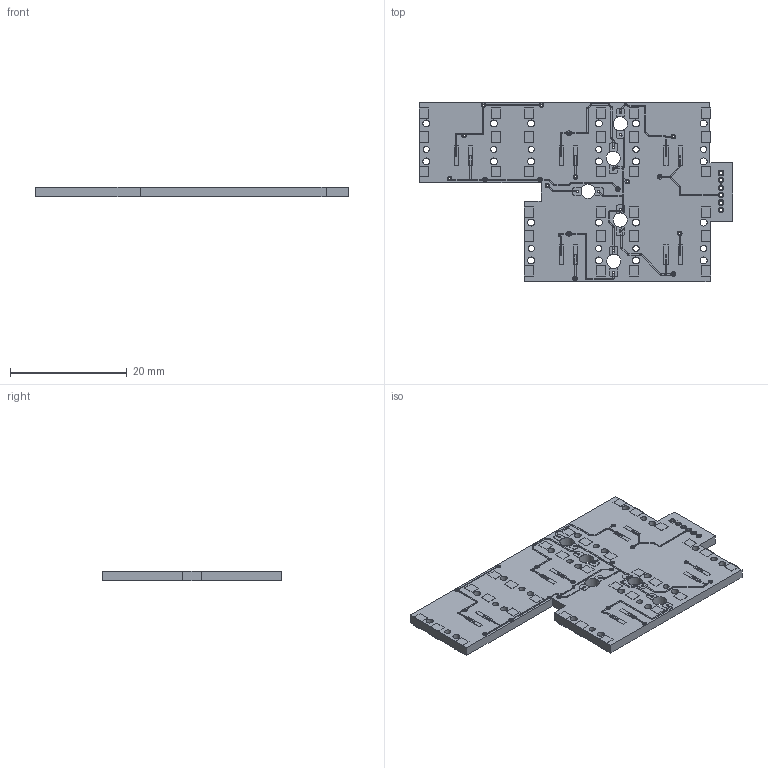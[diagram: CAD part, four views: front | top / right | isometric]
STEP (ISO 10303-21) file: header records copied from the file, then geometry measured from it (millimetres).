
FILE_DESCRIPTION(('KiCad electronic assembly'),'2;1');
FILE_NAME('btrfld_pcb_thumb.step','2024-08-16T17:44:53',('Pcbnew'),( 'Kicad'),'Open CASCADE STEP processor 7.6','KiCad to STEP converter' ,'Unknown');
FILE_SCHEMA(('AUTOMOTIVE_DESIGN { 1 0 10303 214 1 1 1 1 }'));
Length unit declared in the file: millimetre
Products named in the file (395): btrfld_pcb_thumb 1; btrfld_pcb_thumb_track_1; btrfld_pcb_thumb_track_2; btrfld_pcb_thumb_track_3; btrfld_pcb_thumb_track_4; btrfld_pcb_thumb_track_5; btrfld_pcb_thumb_track_6; btrfld_pcb_thumb_track_7; btrfld_pcb_thumb_track_8; btrfld_pcb_thumb_track_9; btrfld_pcb_thumb_track_10; btrfld_pcb_thumb_track_11; btrfld_pcb_thumb_track_12; btrfld_pcb_thumb_track_13; btrfld_pcb_thumb_track_14; btrfld_pcb_thumb_track_15; btrfld_pcb_thumb_track_16; btrfld_pcb_thumb_track_17; btrfld_pcb_thumb_track_18; btrfld_pcb_thumb_track_19; btrfld_pcb_thumb_track_20; btrfld_pcb_thumb_track_21; btrfld_pcb_thumb_track_22; btrfld_pcb_thumb_track_23; btrfld_pcb_thumb_track_24; btrfld_pcb_thumb_track_25; btrfld_pcb_thumb_track_26; btrfld_pcb_thumb_track_27; btrfld_pcb_thumb_track_28; btrfld_pcb_thumb_track_29; btrfld_pcb_thumb_track_30; btrfld_pcb_thumb_track_31; btrfld_pcb_thumb_track_32; btrfld_pcb_thumb_track_33; btrfld_pcb_thumb_track_34; btrfld_pcb_thumb_track_35; btrfld_pcb_thumb_track_36; btrfld_pcb_thumb_track_37; btrfld_pcb_thumb_track_38; btrfld_pcb_thumb_track_39 ...
Assembly tree (394 placements, depth 2):
  btrfld_pcb_thumb 1
    btrfld_pcb_thumb_track_1
    btrfld_pcb_thumb_track_2
    btrfld_pcb_thumb_track_3
    btrfld_pcb_thumb_track_4
    btrfld_pcb_thumb_track_5
    btrfld_pcb_thumb_track_6
    btrfld_pcb_thumb_track_7
    btrfld_pcb_thumb_track_8
    btrfld_pcb_thumb_track_9
    btrfld_pcb_thumb_track_10
    btrfld_pcb_thumb_track_11
    btrfld_pcb_thumb_track_12
    btrfld_pcb_thumb_track_13
    btrfld_pcb_thumb_track_14
    btrfld_pcb_thumb_track_15
    btrfld_pcb_thumb_track_16
    btrfld_pcb_thumb_track_17
    btrfld_pcb_thumb_track_18
    btrfld_pcb_thumb_track_19
    btrfld_pcb_thumb_track_20
    btrfld_pcb_thumb_track_21
    btrfld_pcb_thumb_track_22
    btrfld_pcb_thumb_track_23
    btrfld_pcb_thumb_track_24
    btrfld_pcb_thumb_track_25
    btrfld_pcb_thumb_track_26
    btrfld_pcb_thumb_track_27
    btrfld_pcb_thumb_track_28
    btrfld_pcb_thumb_track_29
    btrfld_pcb_thumb_track_30
    btrfld_pcb_thumb_track_31
    btrfld_pcb_thumb_track_32
    btrfld_pcb_thumb_track_33
    btrfld_pcb_thumb_track_34
    btrfld_pcb_thumb_track_35
    btrfld_pcb_thumb_track_36
    btrfld_pcb_thumb_track_37
    btrfld_pcb_thumb_track_38
    btrfld_pcb_thumb_track_39
    btrfld_pcb_thumb_track_40
    btrfld_pcb_thumb_track_41
    btrfld_pcb_thumb_track_42
    btrfld_pcb_thumb_track_43
    btrfld_pcb_thumb_track_44
    btrfld_pcb_thumb_track_45
    btrfld_pcb_thumb_track_46
    btrfld_pcb_thumb_track_47
    btrfld_pcb_thumb_track_48
    btrfld_pcb_thumb_track_49
    btrfld_pcb_thumb_track_50
    btrfld_pcb_thumb_track_51
    btrfld_pcb_thumb_track_52
    btrfld_pcb_thumb_track_53
    btrfld_pcb_thumb_track_54
    btrfld_pcb_thumb_track_55
    btrfld_pcb_thumb_track_56
    btrfld_pcb_thumb_track_57
    btrfld_pcb_thumb_track_58
    btrfld_pcb_thumb_track_59
Bounding box: 53.8 x 30.8 x 1.67 mm (x, y, z)
Volume: 1931.2 mm3; surface area: 3940.9 mm2
Topology: 334 solids, 334 shells, 2542 faces, 5620 edges, 3746 vertices
Faces by surface type: plane 1944, cylinder 598
Full cylindrical faces by diameter (mm): 0.35 x81, 0.4 x54, 0.6 x18, 0.65 x12, 0.8 x34, 1.05 x10, 1.2 x20, 2.45 x5
Entity records: 79480 total; most frequent: DIRECTION 12688, CARTESIAN_POINT 12303, ORIENTED_EDGE 11240, EDGE_CURVE 5620, LINE 4426, VECTOR 4426, AXIS2_PLACEMENT_3D 4131, VERTEX_POINT 3746
